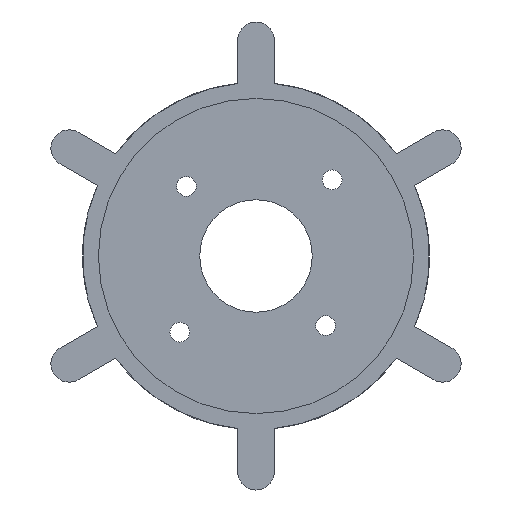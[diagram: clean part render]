
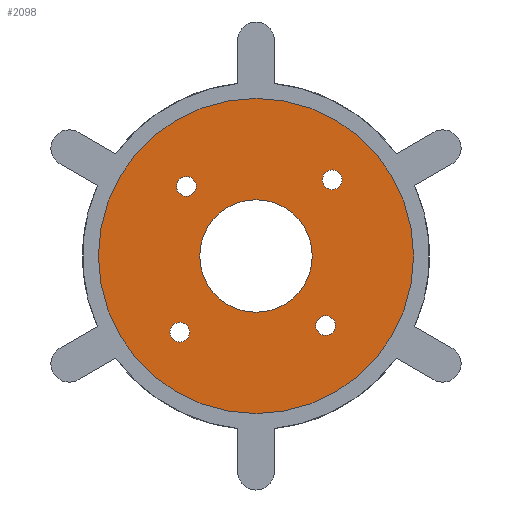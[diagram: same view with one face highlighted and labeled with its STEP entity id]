
A CAD part, front view. The second image highlights one B-rep face of the part: STEP entity #2098.
In plain terms, the highlighted planar face has unit normal (0, -1, 0).
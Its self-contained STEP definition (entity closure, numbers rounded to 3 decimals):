
#10 = AXIS2_PLACEMENT_3D ( 'NONE', #396, #778, #1532 ) ;
#24 = CIRCLE ( 'NONE', #1016, 1.05 ) ;
#30 = EDGE_LOOP ( 'NONE', ( #387, #617 ) ) ;
#51 = CARTESIAN_POINT ( 'NONE',  ( 7.425, 7.2, -8.475 ) ) ;
#60 = CARTESIAN_POINT ( 'NONE',  ( -7.425, 7.2, 7.425 ) ) ;
#70 = EDGE_CURVE ( 'NONE', #1337, #1453, #1578, .T. ) ;
#103 = VERTEX_POINT ( 'NONE', #193 ) ;
#104 = CARTESIAN_POINT ( 'NONE',  ( 0., 7.2, -16.8 ) ) ;
#118 = CARTESIAN_POINT ( 'NONE',  ( 8.132, 7.2, 8.132 ) ) ;
#137 = CARTESIAN_POINT ( 'NONE',  ( 8.132, 7.2, 8.132 ) ) ;
#193 = CARTESIAN_POINT ( 'NONE',  ( 8.132, 7.2, 7.082 ) ) ;
#227 = FACE_BOUND ( 'NONE', #1907, .T. ) ;
#230 = AXIS2_PLACEMENT_3D ( 'NONE', #799, #1564, #2309 ) ;
#236 = EDGE_CURVE ( 'NONE', #854, #2265, #1274, .T. ) ;
#247 = EDGE_CURVE ( 'NONE', #1521, #1055, #1474, .T. ) ;
#291 = ORIENTED_EDGE ( 'NONE', *, *, #1378, .T. ) ;
#299 = CIRCLE ( 'NONE', #339, 1.05 ) ;
#305 = ORIENTED_EDGE ( 'NONE', *, *, #918, .T. ) ;
#339 = AXIS2_PLACEMENT_3D ( 'NONE', #60, #1381, #1964 ) ;
#358 = EDGE_CURVE ( 'NONE', #866, #909, #1877, .T. ) ;
#370 = DIRECTION ( 'NONE',  ( 0., 1., 0. ) ) ;
#374 = ORIENTED_EDGE ( 'NONE', *, *, #2276, .T. ) ;
#387 = ORIENTED_EDGE ( 'NONE', *, *, #247, .T. ) ;
#396 = CARTESIAN_POINT ( 'NONE',  ( -7.425, 7.2, 7.425 ) ) ;
#402 = DIRECTION ( 'NONE',  ( 0., -1., 0. ) ) ;
#487 = CARTESIAN_POINT ( 'NONE',  ( 0., 7.2, 16.8 ) ) ;
#491 = CIRCLE ( 'NONE', #1479, 1.05 ) ;
#492 = VERTEX_POINT ( 'NONE', #487 ) ;
#508 = DIRECTION ( 'NONE',  ( 0., 0., 1. ) ) ;
#512 = AXIS2_PLACEMENT_3D ( 'NONE', #1125, #370, #2251 ) ;
#532 = EDGE_LOOP ( 'NONE', ( #1398, #1874 ) ) ;
#568 = AXIS2_PLACEMENT_3D ( 'NONE', #1289, #2445, #1344 ) ;
#582 = CARTESIAN_POINT ( 'NONE',  ( 7.425, 7.2, -7.425 ) ) ;
#593 = CARTESIAN_POINT ( 'NONE',  ( 0., 7.2, 0. ) ) ;
#617 = ORIENTED_EDGE ( 'NONE', *, *, #1600, .T. ) ;
#638 = EDGE_CURVE ( 'NONE', #492, #895, #2381, .T. ) ;
#658 = AXIS2_PLACEMENT_3D ( 'NONE', #137, #1979, #508 ) ;
#745 = AXIS2_PLACEMENT_3D ( 'NONE', #2387, #1228, #1471 ) ;
#748 = DIRECTION ( 'NONE',  ( 0., 0., 1. ) ) ;
#778 = DIRECTION ( 'NONE',  ( 0., 1., 0. ) ) ;
#799 = CARTESIAN_POINT ( 'NONE',  ( 0., 7.2, 0. ) ) ;
#800 = DIRECTION ( 'NONE',  ( 0., 1., 0. ) ) ;
#825 = FACE_BOUND ( 'NONE', #2302, .T. ) ;
#841 = AXIS2_PLACEMENT_3D ( 'NONE', #582, #1348, #1553 ) ;
#849 = ORIENTED_EDGE ( 'NONE', *, *, #70, .T. ) ;
#854 = VERTEX_POINT ( 'NONE', #1207 ) ;
#866 = VERTEX_POINT ( 'NONE', #1646 ) ;
#895 = VERTEX_POINT ( 'NONE', #104 ) ;
#909 = VERTEX_POINT ( 'NONE', #2366 ) ;
#918 = EDGE_CURVE ( 'NONE', #998, #103, #24, .T. ) ;
#938 = CARTESIAN_POINT ( 'NONE',  ( -8.132, 7.2, -8.132 ) ) ;
#941 = CARTESIAN_POINT ( 'NONE',  ( 0., 7.2, 6. ) ) ;
#991 = FACE_OUTER_BOUND ( 'NONE', #532, .T. ) ;
#998 = VERTEX_POINT ( 'NONE', #2059 ) ;
#1016 = AXIS2_PLACEMENT_3D ( 'NONE', #118, #1439, #2391 ) ;
#1025 = EDGE_LOOP ( 'NONE', ( #291, #2361 ) ) ;
#1055 = VERTEX_POINT ( 'NONE', #1148 ) ;
#1125 = CARTESIAN_POINT ( 'NONE',  ( 0., 7.2, 0. ) ) ;
#1134 = AXIS2_PLACEMENT_3D ( 'NONE', #1587, #800, #1973 ) ;
#1148 = CARTESIAN_POINT ( 'NONE',  ( -7.425, 7.2, 8.475 ) ) ;
#1200 = EDGE_CURVE ( 'NONE', #895, #492, #1299, .T. ) ;
#1207 = CARTESIAN_POINT ( 'NONE',  ( 7.425, 7.2, -6.375 ) ) ;
#1228 = DIRECTION ( 'NONE',  ( 0., 1., 0. ) ) ;
#1235 = ORIENTED_EDGE ( 'NONE', *, *, #2001, .T. ) ;
#1250 = CARTESIAN_POINT ( 'NONE',  ( 7.425, 7.2, -7.425 ) ) ;
#1274 = CIRCLE ( 'NONE', #841, 1.05 ) ;
#1289 = CARTESIAN_POINT ( 'NONE',  ( 0., 7.2, 0. ) ) ;
#1299 = CIRCLE ( 'NONE', #1416, 16.8 ) ;
#1337 = VERTEX_POINT ( 'NONE', #2023 ) ;
#1344 = DIRECTION ( 'NONE',  ( 0., 0., 1. ) ) ;
#1348 = DIRECTION ( 'NONE',  ( 0., 1., 0. ) ) ;
#1378 = EDGE_CURVE ( 'NONE', #2265, #854, #491, .T. ) ;
#1381 = DIRECTION ( 'NONE',  ( 0., 1., 0. ) ) ;
#1398 = ORIENTED_EDGE ( 'NONE', *, *, #1200, .T. ) ;
#1416 = AXIS2_PLACEMENT_3D ( 'NONE', #593, #402, #1863 ) ;
#1439 = DIRECTION ( 'NONE',  ( 0., 1., 0. ) ) ;
#1453 = VERTEX_POINT ( 'NONE', #941 ) ;
#1471 = DIRECTION ( 'NONE',  ( 0., 0., 1. ) ) ;
#1474 = CIRCLE ( 'NONE', #10, 1.05 ) ;
#1479 = AXIS2_PLACEMENT_3D ( 'NONE', #1250, #2000, #1812 ) ;
#1498 = CIRCLE ( 'NONE', #745, 6. ) ;
#1521 = VERTEX_POINT ( 'NONE', #2238 ) ;
#1532 = DIRECTION ( 'NONE',  ( 0., 0., 1. ) ) ;
#1552 = FACE_BOUND ( 'NONE', #1025, .T. ) ;
#1553 = DIRECTION ( 'NONE',  ( 0., 0., 1. ) ) ;
#1564 = DIRECTION ( 'NONE',  ( 0., 1., 0. ) ) ;
#1578 = CIRCLE ( 'NONE', #512, 6. ) ;
#1587 = CARTESIAN_POINT ( 'NONE',  ( -8.132, 7.2, -8.132 ) ) ;
#1600 = EDGE_CURVE ( 'NONE', #1055, #1521, #299, .T. ) ;
#1611 = AXIS2_PLACEMENT_3D ( 'NONE', #938, #2446, #748 ) ;
#1646 = CARTESIAN_POINT ( 'NONE',  ( -8.132, 7.2, -7.082 ) ) ;
#1724 = CIRCLE ( 'NONE', #658, 1.05 ) ;
#1734 = PLANE ( 'NONE',  #230 ) ;
#1812 = DIRECTION ( 'NONE',  ( 0., 0., 1. ) ) ;
#1863 = DIRECTION ( 'NONE',  ( 0., 0., 1. ) ) ;
#1874 = ORIENTED_EDGE ( 'NONE', *, *, #638, .T. ) ;
#1877 = CIRCLE ( 'NONE', #1134, 1.05 ) ;
#1891 = CIRCLE ( 'NONE', #1611, 1.05 ) ;
#1907 = EDGE_LOOP ( 'NONE', ( #1235, #2176 ) ) ;
#1925 = FACE_BOUND ( 'NONE', #30, .T. ) ;
#1964 = DIRECTION ( 'NONE',  ( 0., 0., 1. ) ) ;
#1973 = DIRECTION ( 'NONE',  ( 0., 0., 1. ) ) ;
#1979 = DIRECTION ( 'NONE',  ( 0., 1., 0. ) ) ;
#2000 = DIRECTION ( 'NONE',  ( 0., 1., 0. ) ) ;
#2001 = EDGE_CURVE ( 'NONE', #909, #866, #1891, .T. ) ;
#2002 = EDGE_LOOP ( 'NONE', ( #849, #374 ) ) ;
#2023 = CARTESIAN_POINT ( 'NONE',  ( 0., 7.2, -6. ) ) ;
#2059 = CARTESIAN_POINT ( 'NONE',  ( 8.132, 7.2, 9.182 ) ) ;
#2098 = ADVANCED_FACE ( 'NONE', ( #2127, #1925, #825, #1552, #227, #991 ), #1734, .F. ) ;
#2127 = FACE_BOUND ( 'NONE', #2002, .T. ) ;
#2176 = ORIENTED_EDGE ( 'NONE', *, *, #358, .T. ) ;
#2238 = CARTESIAN_POINT ( 'NONE',  ( -7.425, 7.2, 6.375 ) ) ;
#2251 = DIRECTION ( 'NONE',  ( 0., 0., 1. ) ) ;
#2265 = VERTEX_POINT ( 'NONE', #51 ) ;
#2276 = EDGE_CURVE ( 'NONE', #1453, #1337, #1498, .T. ) ;
#2302 = EDGE_LOOP ( 'NONE', ( #2317, #305 ) ) ;
#2309 = DIRECTION ( 'NONE',  ( 0., 0., 1. ) ) ;
#2317 = ORIENTED_EDGE ( 'NONE', *, *, #2322, .T. ) ;
#2322 = EDGE_CURVE ( 'NONE', #103, #998, #1724, .T. ) ;
#2361 = ORIENTED_EDGE ( 'NONE', *, *, #236, .T. ) ;
#2366 = CARTESIAN_POINT ( 'NONE',  ( -8.132, 7.2, -9.182 ) ) ;
#2381 = CIRCLE ( 'NONE', #568, 16.8 ) ;
#2387 = CARTESIAN_POINT ( 'NONE',  ( 0., 7.2, 0. ) ) ;
#2391 = DIRECTION ( 'NONE',  ( 0., 0., 1. ) ) ;
#2445 = DIRECTION ( 'NONE',  ( 0., -1., 0. ) ) ;
#2446 = DIRECTION ( 'NONE',  ( 0., 1., 0. ) ) ;
